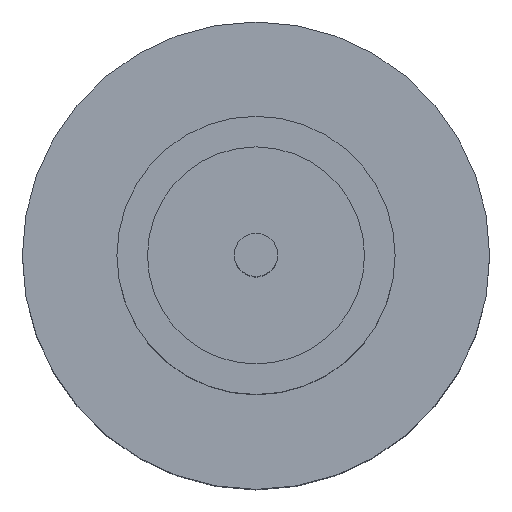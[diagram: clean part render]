
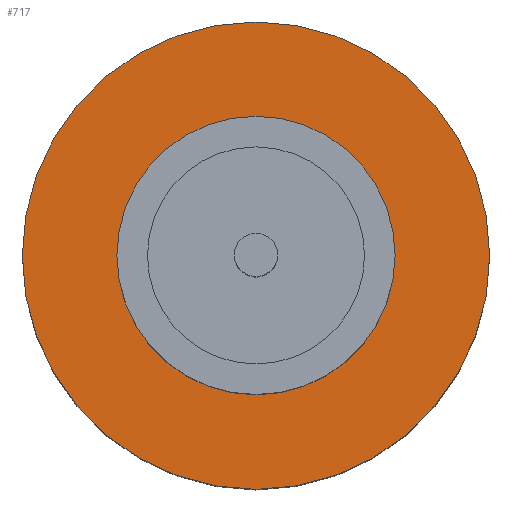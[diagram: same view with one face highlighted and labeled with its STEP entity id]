
A CAD part, top view. The second image highlights one B-rep face of the part: STEP entity #717.
In plain terms, the highlighted planar face has unit normal (0, 0, 1).
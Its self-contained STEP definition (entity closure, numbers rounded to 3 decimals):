
#11 = FACE_BOUND ( 'NONE', #35, .T. ) ;
#35 = EDGE_LOOP ( 'NONE', ( #467, #275 ) ) ;
#46 = DIRECTION ( 'NONE',  ( 1., 0., 0. ) ) ;
#53 = AXIS2_PLACEMENT_3D ( 'NONE', #704, #491, #46 ) ;
#120 = CARTESIAN_POINT ( 'NONE',  ( 0., 0., 1.55 ) ) ;
#134 = CARTESIAN_POINT ( 'NONE',  ( 0., 0., 1.55 ) ) ;
#149 = FACE_OUTER_BOUND ( 'NONE', #879, .T. ) ;
#190 = DIRECTION ( 'NONE',  ( 0., 0., 1. ) ) ;
#229 = DIRECTION ( 'NONE',  ( 0., 0., 1. ) ) ;
#262 = VERTEX_POINT ( 'NONE', #738 ) ;
#267 = DIRECTION ( 'NONE',  ( 0., 0., 1. ) ) ;
#273 = VERTEX_POINT ( 'NONE', #302 ) ;
#275 = ORIENTED_EDGE ( 'NONE', *, *, #782, .F. ) ;
#280 = DIRECTION ( 'NONE',  ( 1., 0., 0. ) ) ;
#302 = CARTESIAN_POINT ( 'NONE',  ( -2.1, 0., 1.55 ) ) ;
#313 = EDGE_CURVE ( 'NONE', #262, #273, #332, .T. ) ;
#332 = CIRCLE ( 'NONE', #903, 2.1 ) ;
#356 = CARTESIAN_POINT ( 'NONE',  ( -1.25, 0., 1.55 ) ) ;
#382 = ORIENTED_EDGE ( 'NONE', *, *, #774, .T. ) ;
#399 = CARTESIAN_POINT ( 'NONE',  ( 1.25, 0., 1.55 ) ) ;
#406 = AXIS2_PLACEMENT_3D ( 'NONE', #705, #267, #280 ) ;
#467 = ORIENTED_EDGE ( 'NONE', *, *, #722, .F. ) ;
#482 = DIRECTION ( 'NONE',  ( 1., 0., 0. ) ) ;
#491 = DIRECTION ( 'NONE',  ( 0., 0., 1. ) ) ;
#517 = CARTESIAN_POINT ( 'NONE',  ( 0., 0., 1.55 ) ) ;
#564 = DIRECTION ( 'NONE',  ( 0., 0., 1. ) ) ;
#609 = AXIS2_PLACEMENT_3D ( 'NONE', #134, #564, #645 ) ;
#635 = PLANE ( 'NONE',  #53 ) ;
#639 = VERTEX_POINT ( 'NONE', #399 ) ;
#645 = DIRECTION ( 'NONE',  ( 1., 0., 0. ) ) ;
#660 = DIRECTION ( 'NONE',  ( 1., 0., 0. ) ) ;
#703 = CIRCLE ( 'NONE', #406, 2.1 ) ;
#704 = CARTESIAN_POINT ( 'NONE',  ( 0., 0., 1.55 ) ) ;
#705 = CARTESIAN_POINT ( 'NONE',  ( 0., 0., 1.55 ) ) ;
#717 = ADVANCED_FACE ( 'NONE', ( #11, #149 ), #635, .T. ) ;
#718 = ORIENTED_EDGE ( 'NONE', *, *, #313, .T. ) ;
#722 = EDGE_CURVE ( 'NONE', #639, #911, #845, .T. ) ;
#738 = CARTESIAN_POINT ( 'NONE',  ( 2.1, 0., 1.55 ) ) ;
#760 = AXIS2_PLACEMENT_3D ( 'NONE', #120, #190, #482 ) ;
#774 = EDGE_CURVE ( 'NONE', #273, #262, #703, .T. ) ;
#782 = EDGE_CURVE ( 'NONE', #911, #639, #906, .T. ) ;
#845 = CIRCLE ( 'NONE', #760, 1.25 ) ;
#879 = EDGE_LOOP ( 'NONE', ( #382, #718 ) ) ;
#903 = AXIS2_PLACEMENT_3D ( 'NONE', #517, #229, #660 ) ;
#906 = CIRCLE ( 'NONE', #609, 1.25 ) ;
#911 = VERTEX_POINT ( 'NONE', #356 ) ;
